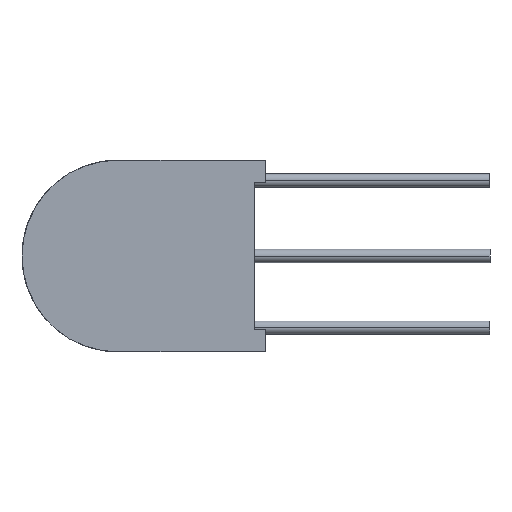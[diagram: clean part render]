
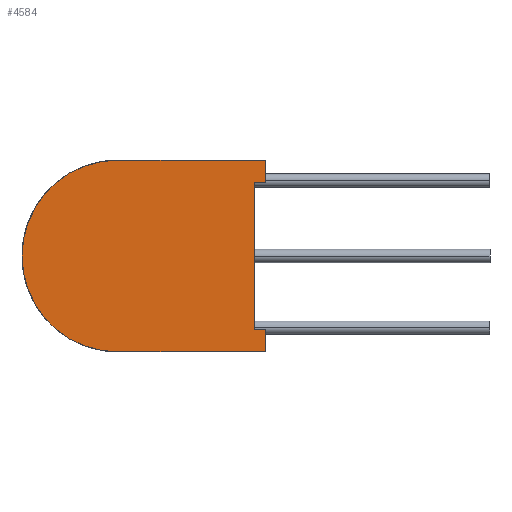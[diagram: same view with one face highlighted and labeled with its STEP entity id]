
A CAD part, front view. The second image highlights one B-rep face of the part: STEP entity #4584.
In plain terms, the highlighted planar face has unit normal (0, -1, 0).
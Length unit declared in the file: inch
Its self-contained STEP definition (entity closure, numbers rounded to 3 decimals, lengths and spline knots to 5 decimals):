
#736=DIRECTION('',(0.,0.,-1.));
#737=VECTOR('',#736,0.2);
#738=CARTESIAN_POINT('',(0.085,0.,0.1));
#739=LINE('',#738,#737);
#740=DIRECTION('',(1.,0.,0.));
#741=VECTOR('',#740,0.015);
#742=CARTESIAN_POINT('',(0.085,0.,-0.1));
#743=LINE('',#742,#741);
#744=DIRECTION('',(0.,0.,-1.));
#745=VECTOR('',#744,0.03);
#746=CARTESIAN_POINT('',(0.1,0.,-0.1));
#747=LINE('',#746,#745);
#748=DIRECTION('',(-1.,0.,0.));
#749=VECTOR('',#748,0.2);
#750=CARTESIAN_POINT('',(0.1,0.,-0.13));
#751=LINE('',#750,#749);
#752=CARTESIAN_POINT('',(-0.1,0.,0.));
#753=DIRECTION('',(0.,-1.,0.));
#754=DIRECTION('',(0.,0.,1.));
#755=AXIS2_PLACEMENT_3D('',#752,#753,#754);
#757=DIRECTION('',(1.,0.,0.));
#758=VECTOR('',#757,0.2);
#759=CARTESIAN_POINT('',(-0.1,0.,0.13));
#760=LINE('',#759,#758);
#761=DIRECTION('',(0.,0.,-1.));
#762=VECTOR('',#761,0.03);
#763=CARTESIAN_POINT('',(0.1,0.,0.13));
#764=LINE('',#763,#762);
#765=DIRECTION('',(1.,0.,0.));
#766=VECTOR('',#765,0.015);
#767=CARTESIAN_POINT('',(0.085,0.,0.1));
#768=LINE('',#767,#766);
#2839=CARTESIAN_POINT('',(-0.1,0.,0.13));
#2840=CARTESIAN_POINT('',(0.1,0.,0.13));
#2841=VERTEX_POINT('',#2839);
#2842=VERTEX_POINT('',#2840);
#2843=CARTESIAN_POINT('',(0.1,0.,-0.13));
#2844=CARTESIAN_POINT('',(-0.1,0.,-0.13));
#2845=VERTEX_POINT('',#2843);
#2846=VERTEX_POINT('',#2844);
#2871=CARTESIAN_POINT('',(0.085,0.,0.1));
#2872=CARTESIAN_POINT('',(0.085,0.,-0.1));
#2873=VERTEX_POINT('',#2871);
#2874=VERTEX_POINT('',#2872);
#2875=CARTESIAN_POINT('',(0.1,0.,0.1));
#2876=VERTEX_POINT('',#2875);
#2877=CARTESIAN_POINT('',(0.1,0.,-0.1));
#2878=VERTEX_POINT('',#2877);
#4563=CARTESIAN_POINT('',(0.,0.,0.));
#4564=DIRECTION('',(0.,1.,0.));
#4565=DIRECTION('',(1.,0.,0.));
#4566=AXIS2_PLACEMENT_3D('',#4563,#4564,#4565);
#4567=PLANE('',#4566);
#4568=ORIENTED_EDGE('',*,*,#4463,.T.);
#4570=ORIENTED_EDGE('',*,*,#4569,.T.);
#4572=ORIENTED_EDGE('',*,*,#4571,.T.);
#4574=ORIENTED_EDGE('',*,*,#4573,.T.);
#4575=ORIENTED_EDGE('',*,*,#4311,.F.);
#4577=ORIENTED_EDGE('',*,*,#4576,.T.);
#4579=ORIENTED_EDGE('',*,*,#4578,.T.);
#4581=ORIENTED_EDGE('',*,*,#4580,.F.);
#4582=EDGE_LOOP('',(#4568,#4570,#4572,#4574,#4575,#4577,#4579,#4581));
#4583=FACE_OUTER_BOUND('',#4582,.F.);
#756=CIRCLE('',#755,0.13);
#4311=EDGE_CURVE('',#2841,#2846,#756,.T.);
#4463=EDGE_CURVE('',#2873,#2874,#739,.T.);
#4569=EDGE_CURVE('',#2874,#2878,#743,.T.);
#4571=EDGE_CURVE('',#2878,#2845,#747,.T.);
#4573=EDGE_CURVE('',#2845,#2846,#751,.T.);
#4576=EDGE_CURVE('',#2841,#2842,#760,.T.);
#4578=EDGE_CURVE('',#2842,#2876,#764,.T.);
#4580=EDGE_CURVE('',#2873,#2876,#768,.T.);
#4584=ADVANCED_FACE('',(#4583),#4567,.F.);
